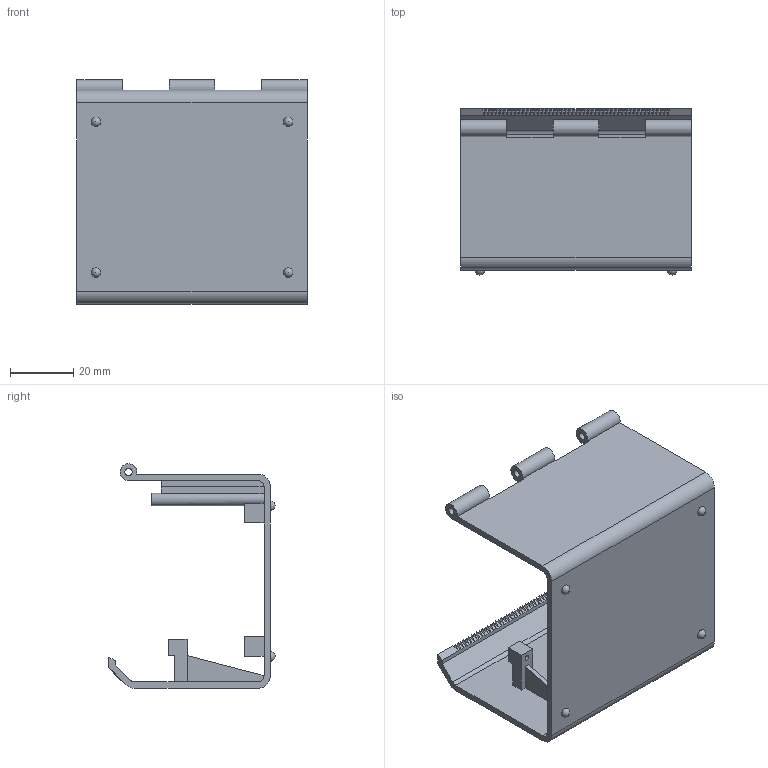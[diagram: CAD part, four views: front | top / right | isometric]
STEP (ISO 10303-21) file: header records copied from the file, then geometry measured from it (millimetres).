
FILE_DESCRIPTION(/* description */ (''),/* implementation_level */ '2;1');
FILE_NAME(/* name */ '部件-下盖.step',/* time_stamp */ '2021-05-21T17:35:32+08:00',/* author */ (''),/* organization */ (''),/* preprocessor_version */ 'ST-DEVELOPER v18.1',/* originating_system */ 'Autodesk Translation Framework v10.6.0.1341',/* authorisation */ '');
FILE_SCHEMA (('AUTOMOTIVE_DESIGN { 1 0 10303 214 3 1 1 }'));
Length unit declared in the file: millimetre
Products named in the file (1): 下盖
Bounding box: 72.7 x 52.5 x 70.89 mm (x, y, z)
Volume: 26397.8 mm3; surface area: 28430.7 mm2
Topology: 1 solids, 1 shells, 1012 faces, 2836 edges, 1854 vertices
Faces by surface type: bspline 639, plane 343, cylinder 22, cone 4, sphere 4
Full cylindrical faces by diameter (mm): 1.6 x4, 2.3 x3, 4 x2
Entity records: 38203 total; most frequent: CARTESIAN_POINT 16558, ORIENTED_EDGE 5664, EDGE_CURVE 2832, DIRECTION 2366, VERTEX_POINT 1854, LINE 1490, VECTOR 1490, B_SPLINE_CURVE_WITH_KNOTS 1278
